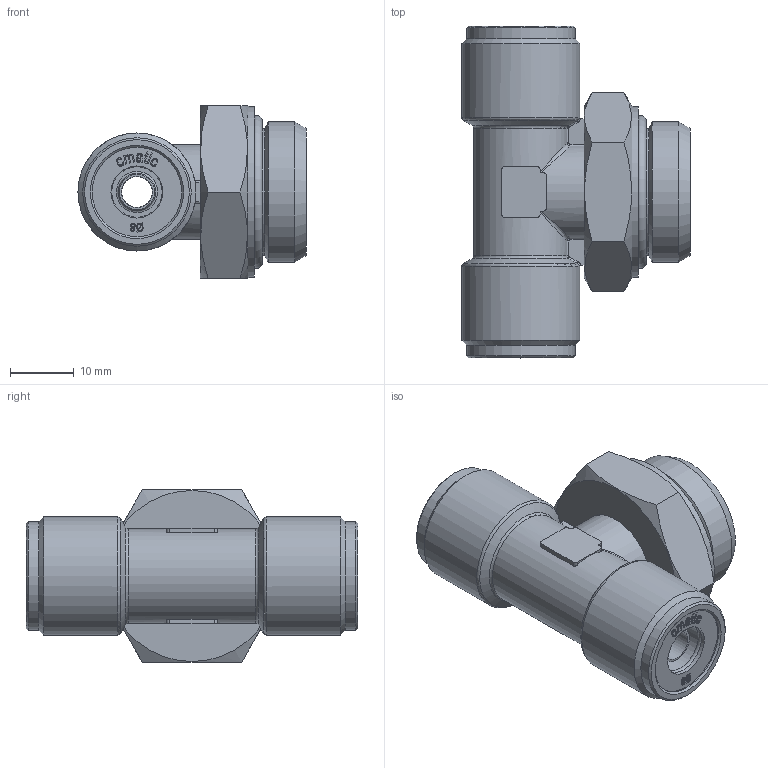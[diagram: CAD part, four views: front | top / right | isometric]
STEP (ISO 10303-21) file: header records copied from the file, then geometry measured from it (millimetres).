
FILE_DESCRIPTION(( 'MAF.21.08.M22X1.5.stp' ), '1');
FILE_NAME( 'MAF.21.08.M22X1.5.stp', '2021-02-19T15:26:47',( 'Sopra'),('sopra-pneumatic.com'), 'SwSTEP 2.0','SolidWorks 2009','' );
FILE_SCHEMA( ( 'CONFIG_CONTROL_DESIGN' ) );
Length unit declared in the file: millimetre
Products named in the file (1): Rivoluzione2
Bounding box: 35.75 x 52 x 27 mm (x, y, z)
Volume: 15529.1 mm3; surface area: 9055.5 mm2
Topology: 1 solids, 1 shells, 417 faces, 1095 edges, 716 vertices
Faces by surface type: plane 168, bspline 168, cylinder 50, cone 18, torus 11, sphere 2
Full cylindrical faces by diameter (mm): 4.85 x2, 5.85 x2, 6 x2, 6.5 x1, 8.15 x4, 14 x2, 15 x1, 17 x2, 18.5 x2, 19.9 x1, 22 x1, 26.8 x1
Entity records: 20880 total; most frequent: CARTESIAN_POINT 11980, ORIENTED_EDGE 2084, DIRECTION 1266, EDGE_CURVE 1042, VERTEX_POINT 708, LINE 526, VECTOR 526, EDGE_LOOP 501
